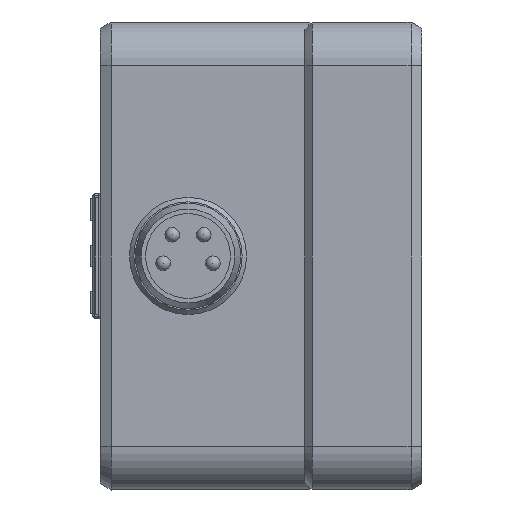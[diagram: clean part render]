
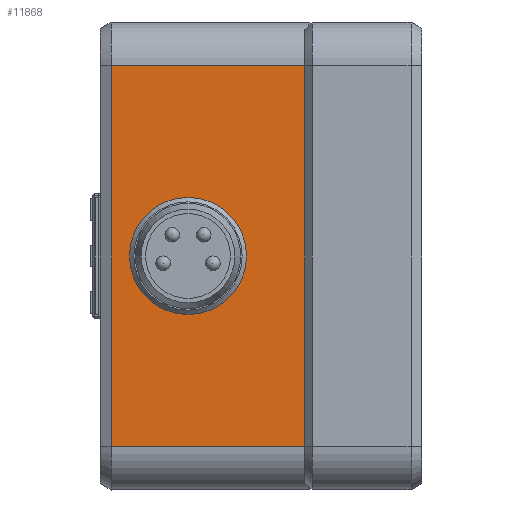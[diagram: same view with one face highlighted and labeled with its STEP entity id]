
A CAD part, left-side view. The second image highlights one B-rep face of the part: STEP entity #11868.
In plain terms, the highlighted planar face has unit normal (-1, 0, 0).
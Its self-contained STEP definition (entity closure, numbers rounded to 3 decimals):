
#174=FACE_BOUND('',#2301,.T.);
#330=CIRCLE('',#12204,3.35);
#930=PLANE('',#13014);
#1575=FACE_OUTER_BOUND('',#2300,.T.);
#2300=EDGE_LOOP('',(#9883,#9884,#9885,#9886));
#2301=EDGE_LOOP('',(#9887));
#3229=LINE('',#19597,#4275);
#3278=LINE('',#19746,#4324);
#3303=LINE('',#19822,#4349);
#3304=LINE('',#19823,#4350);
#4275=VECTOR('',#15691,10.);
#4324=VECTOR('',#15844,10.);
#4349=VECTOR('',#15919,10.);
#4350=VECTOR('',#15920,10.);
#4760=VERTEX_POINT('',#17114);
#5394=VERTEX_POINT('',#19594);
#5395=VERTEX_POINT('',#19596);
#5436=VERTEX_POINT('',#19743);
#5437=VERTEX_POINT('',#19745);
#5840=EDGE_CURVE('',#4760,#4760,#330,.T.);
#6865=EDGE_CURVE('',#5395,#5394,#3229,.T.);
#6934=EDGE_CURVE('',#5436,#5437,#3278,.T.);
#6973=EDGE_CURVE('',#5437,#5394,#3303,.T.);
#6974=EDGE_CURVE('',#5395,#5436,#3304,.T.);
#9883=ORIENTED_EDGE('',*,*,#6865,.T.);
#9884=ORIENTED_EDGE('',*,*,#6973,.F.);
#9885=ORIENTED_EDGE('',*,*,#6934,.F.);
#9886=ORIENTED_EDGE('',*,*,#6974,.F.);
#9887=ORIENTED_EDGE('',*,*,#5840,.T.);
#11868=ADVANCED_FACE('',(#1575,#174),#930,.F.);
#12204=AXIS2_PLACEMENT_3D('',#17115,#13591,#13592);
#13014=AXIS2_PLACEMENT_3D('',#19821,#15917,#15918);
#13591=DIRECTION('center_axis',(1.,0.,0.));
#13592=DIRECTION('ref_axis',(0.,0.,
-1.));
#15691=DIRECTION('',(0.,0.,1.));
#15844=DIRECTION('',(0.,0.,1.));
#15917=DIRECTION('center_axis',(1.,0.,0.));
#15918=DIRECTION('ref_axis',(0.,0.,-1.));
#15919=DIRECTION('',(0.,-1.,0.));
#15920=DIRECTION('',(0.,1.,0.));
#17114=CARTESIAN_POINT('',(-46.,1.5,-12.65));
#17115=CARTESIAN_POINT('Origin',(-46.,1.5,-16.));
#19594=CARTESIAN_POINT('',(-46.,-6.5,-3.));
#19596=CARTESIAN_POINT('',(-46.,-6.5,-29.));
#19597=CARTESIAN_POINT('',(-46.,-6.5,-15.892));
#19743=CARTESIAN_POINT('',(-46.,6.75,-29.));
#19745=CARTESIAN_POINT('',(-46.,6.75,-3.));
#19746=CARTESIAN_POINT('',(-46.,6.75,-15.892));
#19821=CARTESIAN_POINT('Origin',(-46.,7.125,-31.783));
#19822=CARTESIAN_POINT('',(-46.,-3.75,-3.));
#19823=CARTESIAN_POINT('',(-46.,-3.75,-29.));
